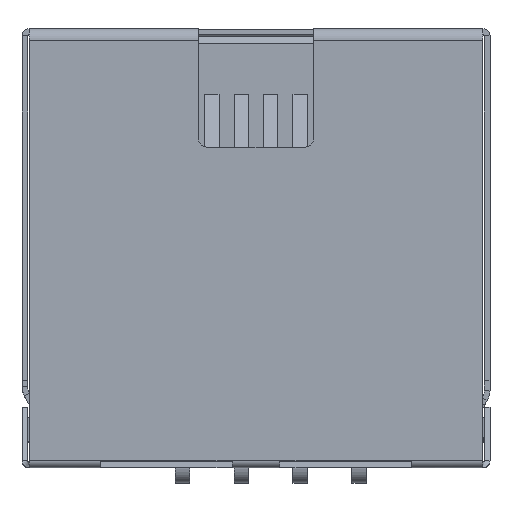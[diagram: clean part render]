
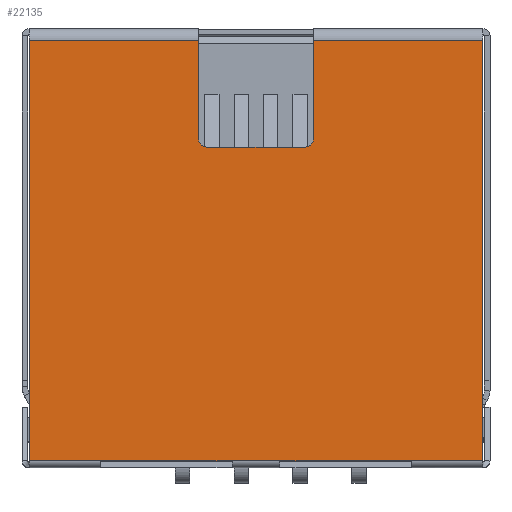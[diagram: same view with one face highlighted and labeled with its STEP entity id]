
A CAD part, top view. The second image highlights one B-rep face of the part: STEP entity #22135.
In plain terms, the highlighted planar face has unit normal (0, 0, 1).
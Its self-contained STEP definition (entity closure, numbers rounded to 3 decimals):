
#16777=DIRECTION('',(1.,0.,0.));
#16778=VECTOR('',#16777,2.461);
#16779=CARTESIAN_POINT('',(-7.85,7.35,11.1));
#16780=LINE('',#16779,#16778);
#16795=DIRECTION('',(1.,0.,0.));
#16796=VECTOR('',#16795,2.461);
#16797=CARTESIAN_POINT('',(5.389,7.35,11.1));
#16798=LINE('',#16797,#16796);
#16813=DIRECTION('',(1.,0.,0.));
#16814=VECTOR('',#16813,1.655);
#16815=CARTESIAN_POINT('',(-0.828,7.35,11.1));
#16816=LINE('',#16815,#16814);
#16834=DIRECTION('',(-1.,0.,0.));
#16835=VECTOR('',#16834,4.561);
#16836=CARTESIAN_POINT('',(-0.828,7.35,11.1));
#16837=LINE('',#16836,#16835);
#16838=DIRECTION('',(-1.,0.,0.));
#16839=VECTOR('',#16838,4.561);
#16840=CARTESIAN_POINT('',(5.389,7.35,11.1));
#16841=LINE('',#16840,#16839);
#16842=DIRECTION('',(0.,1.,0.));
#16843=VECTOR('',#16842,14.55);
#16844=CARTESIAN_POINT('',(7.85,-7.2,11.1));
#16845=LINE('',#16844,#16843);
#16846=DIRECTION('',(0.,1.,0.));
#16847=VECTOR('',#16846,3.4);
#16848=CARTESIAN_POINT('',(2.,-7.2,11.1));
#16849=LINE('',#16848,#16847);
#16850=DIRECTION('',(1.,0.,0.));
#16851=VECTOR('',#16850,3.4);
#16852=CARTESIAN_POINT('',(-1.7,-3.5,11.1));
#16853=LINE('',#16852,#16851);
#16854=DIRECTION('',(0.,1.,0.));
#16855=VECTOR('',#16854,3.4);
#16856=CARTESIAN_POINT('',(-2.,-7.2,11.1));
#16857=LINE('',#16856,#16855);
#16858=DIRECTION('',(0.,-1.,0.));
#16859=VECTOR('',#16858,14.55);
#16860=CARTESIAN_POINT('',(-7.85,7.35,11.1));
#16861=LINE('',#16860,#16859);
#16982=DIRECTION('',(1.,0.,0.));
#16983=VECTOR('',#16982,5.85);
#16984=CARTESIAN_POINT('',(-7.85,-7.2,11.1));
#16985=LINE('',#16984,#16983);
#16994=CARTESIAN_POINT('',(-1.7,-3.8,11.1));
#16995=DIRECTION('',(0.,0.,-1.));
#16996=DIRECTION('',(-1.,0.,0.));
#16997=AXIS2_PLACEMENT_3D('',#16994,#16995,#16996);
#17012=CARTESIAN_POINT('',(1.7,-3.8,11.1));
#17013=DIRECTION('',(0.,0.,-1.));
#17014=DIRECTION('',(0.,1.,0.));
#17015=AXIS2_PLACEMENT_3D('',#17012,#17013,#17014);
#17039=DIRECTION('',(1.,0.,0.));
#17040=VECTOR('',#17039,5.85);
#17041=CARTESIAN_POINT('',(2.,-7.2,11.1));
#17042=LINE('',#17041,#17040);
#20447=CARTESIAN_POINT('',(7.85,-7.2,11.1));
#20448=CARTESIAN_POINT('',(7.85,7.35,11.1));
#20449=VERTEX_POINT('',#20447);
#20450=VERTEX_POINT('',#20448);
#20451=CARTESIAN_POINT('',(-7.85,7.35,11.1));
#20452=CARTESIAN_POINT('',(-7.85,-7.2,11.1));
#20453=VERTEX_POINT('',#20451);
#20454=VERTEX_POINT('',#20452);
#20479=CARTESIAN_POINT('',(-2.,-7.2,11.1));
#20480=VERTEX_POINT('',#20479);
#20481=CARTESIAN_POINT('',(2.,-7.2,11.1));
#20482=VERTEX_POINT('',#20481);
#20495=CARTESIAN_POINT('',(-2.,-3.8,11.1));
#20497=VERTEX_POINT('',#20495);
#20499=CARTESIAN_POINT('',(-1.7,-3.5,11.1));
#20501=VERTEX_POINT('',#20499);
#20503=CARTESIAN_POINT('',(1.7,-3.5,11.1));
#20505=VERTEX_POINT('',#20503);
#20507=CARTESIAN_POINT('',(2.,-3.8,11.1));
#20509=VERTEX_POINT('',#20507);
#20831=CARTESIAN_POINT('',(-0.828,7.35,11.1));
#20832=CARTESIAN_POINT('',(-5.389,7.35,11.1));
#20833=VERTEX_POINT('',#20831);
#20834=VERTEX_POINT('',#20832);
#20835=CARTESIAN_POINT('',(5.389,7.35,11.1));
#20836=CARTESIAN_POINT('',(0.828,7.35,11.1));
#20837=VERTEX_POINT('',#20835);
#20838=VERTEX_POINT('',#20836);
#22104=CARTESIAN_POINT('',(7.85,-7.6,11.1));
#22105=DIRECTION('',(0.,0.,1.));
#22106=DIRECTION('',(1.,0.,0.));
#22107=AXIS2_PLACEMENT_3D('',#22104,#22105,#22106);
#22108=PLANE('',#22107);
#22109=ORIENTED_EDGE('',*,*,#22087,.F.);
#22110=ORIENTED_EDGE('',*,*,#22025,.T.);
#22112=ORIENTED_EDGE('',*,*,#22111,.F.);
#22113=ORIENTED_EDGE('',*,*,#22017,.T.);
#22115=ORIENTED_EDGE('',*,*,#22114,.F.);
#22117=ORIENTED_EDGE('',*,*,#22116,.F.);
#22119=ORIENTED_EDGE('',*,*,#22118,.T.);
#22121=ORIENTED_EDGE('',*,*,#22120,.F.);
#22123=ORIENTED_EDGE('',*,*,#22122,.F.);
#22125=ORIENTED_EDGE('',*,*,#22124,.F.);
#22127=ORIENTED_EDGE('',*,*,#22126,.F.);
#22129=ORIENTED_EDGE('',*,*,#22128,.F.);
#22131=ORIENTED_EDGE('',*,*,#22130,.F.);
#22132=ORIENTED_EDGE('',*,*,#22011,.T.);
#22133=EDGE_LOOP('',(#22109,#22110,#22112,#22113,#22115,#22117,#22119,#22121,
#22123,#22125,#22127,#22129,#22131,#22132));
#22134=FACE_OUTER_BOUND('',#22133,.F.);
#16998=CIRCLE('',#16997,0.3);
#17016=CIRCLE('',#17015,0.3);
#22011=EDGE_CURVE('',#20453,#20834,#16780,.T.);
#22017=EDGE_CURVE('',#20837,#20450,#16798,.T.);
#22025=EDGE_CURVE('',#20833,#20838,#16816,.T.);
#22087=EDGE_CURVE('',#20833,#20834,#16837,.T.);
#22111=EDGE_CURVE('',#20837,#20838,#16841,.T.);
#22114=EDGE_CURVE('',#20449,#20450,#16845,.T.);
#22116=EDGE_CURVE('',#20482,#20449,#17042,.T.);
#22118=EDGE_CURVE('',#20482,#20509,#16849,.T.);
#22120=EDGE_CURVE('',#20505,#20509,#17016,.T.);
#22122=EDGE_CURVE('',#20501,#20505,#16853,.T.);
#22124=EDGE_CURVE('',#20497,#20501,#16998,.T.);
#22126=EDGE_CURVE('',#20480,#20497,#16857,.T.);
#22128=EDGE_CURVE('',#20454,#20480,#16985,.T.);
#22130=EDGE_CURVE('',#20453,#20454,#16861,.T.);
#22135=ADVANCED_FACE('',(#22134),#22108,.T.);
